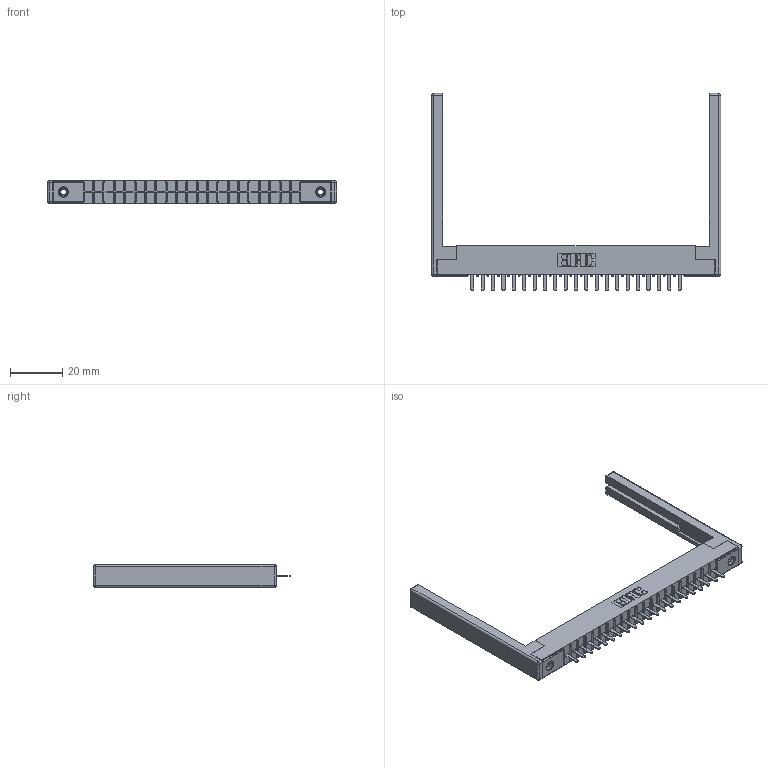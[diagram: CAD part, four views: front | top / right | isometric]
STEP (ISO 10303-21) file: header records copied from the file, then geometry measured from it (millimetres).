
FILE_DESCRIPTION (( 'STEP AP203' ), '1' );
FILE_NAME ('316-021-520-168.STEP', '2018-07-31T01:45:56', ( '' ), ( '' ), 'SwSTEP 2.0', 'SolidWorks 2016', '' );
FILE_SCHEMA (( 'CONFIG_CONTROL_DESIGN' ));
Length unit declared in the file: inch
Products named in the file (5): 306-290-001_120; 345-250-001_345-250-001-102; 307-220-068; 316-021-520-168; 306 Part_.156 Dia
Assembly tree (26 placements, depth 2):
  316-021-520-168
    306 Part_.156 Dia
    306-290-001_120  x21
    345-250-001_345-250-001-102  x2
    307-220-068  x2
Bounding box: 110.64 x 75.41 x 8.71 mm (x, y, z)
Volume: 12118 mm3; surface area: 15265.9 mm2
Topology: 26 solids, 26 shells, 1740 faces, 4843 edges, 3094 vertices
Faces by surface type: plane 1143, cylinder 489, sphere 92, cone 12, torus 4
Entity records: 25019 total; most frequent: CARTESIAN_POINT 4163, DIRECTION 4120, ORIENTED_EDGE 4116, EDGE_CURVE 2058, VECTOR 1594, LINE 1594, VERTEX_POINT 1306, AXIS2_PLACEMENT_3D 1263
